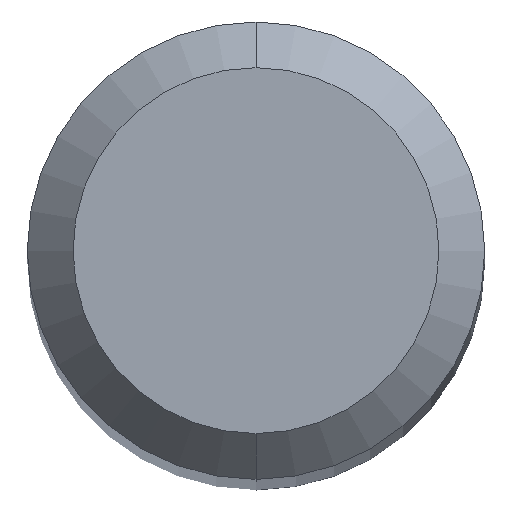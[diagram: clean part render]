
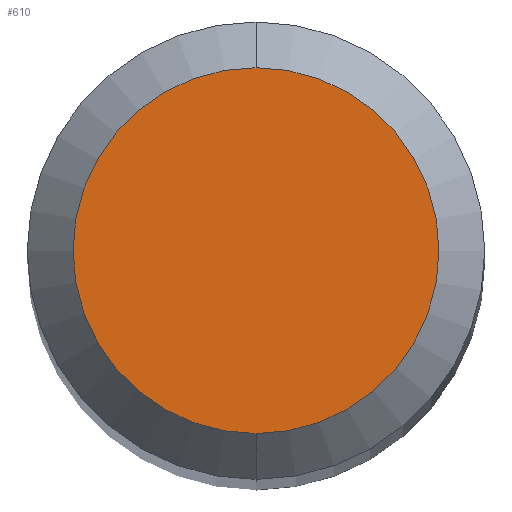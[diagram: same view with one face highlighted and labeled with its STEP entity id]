
A CAD part, top view. The second image highlights one B-rep face of the part: STEP entity #610.
In plain terms, the highlighted planar face has unit normal (0, 0, 1).
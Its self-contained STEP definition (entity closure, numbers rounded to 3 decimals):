
#486=VERTEX_POINT('',#971);
#570=VERTEX_POINT('',#1062);
#596=EDGE_CURVE('',#570,#486,#1090,.T.);
#610=ADVANCED_FACE('',(#1105),#1106,.T.);
#682=EDGE_CURVE('',#486,#570,#1190,.T.);
#971=CARTESIAN_POINT('',(0.0,1.2,0.0));
#1062=CARTESIAN_POINT('',(0.,-1.2,0.0));
#1090=CIRCLE('',#1816,1.2);
#1105=FACE_OUTER_BOUND('',#1840,.T.);
#1106=PLANE('',#1841);
#1190=CIRCLE('',#1999,1.2);
#1816=AXIS2_PLACEMENT_3D('',#2419,#2420,#2421);
#1840=EDGE_LOOP('',(#2434,#2435));
#1841=AXIS2_PLACEMENT_3D('',#2436,#2437,#2438);
#1999=AXIS2_PLACEMENT_3D('',#2555,#2556,#2557);
#2419=CARTESIAN_POINT('',(0.0,0.0,0.0));
#2420=DIRECTION('',(0.0,0.0,-1.0));
#2421=DIRECTION('',(0.0,1.0,0.0));
#2434=ORIENTED_EDGE('',*,*,#682,.F.);
#2435=ORIENTED_EDGE('',*,*,#596,.F.);
#2436=CARTESIAN_POINT('',(0.0,0.6,0.0));
#2437=DIRECTION('',(-0.0,0.0,1.0));
#2438=DIRECTION('',(0.0,-1.0,0.0));
#2555=CARTESIAN_POINT('',(0.0,0.0,0.0));
#2556=DIRECTION('',(0.0,0.0,-1.0));
#2557=DIRECTION('',(0.0,1.0,0.0));
